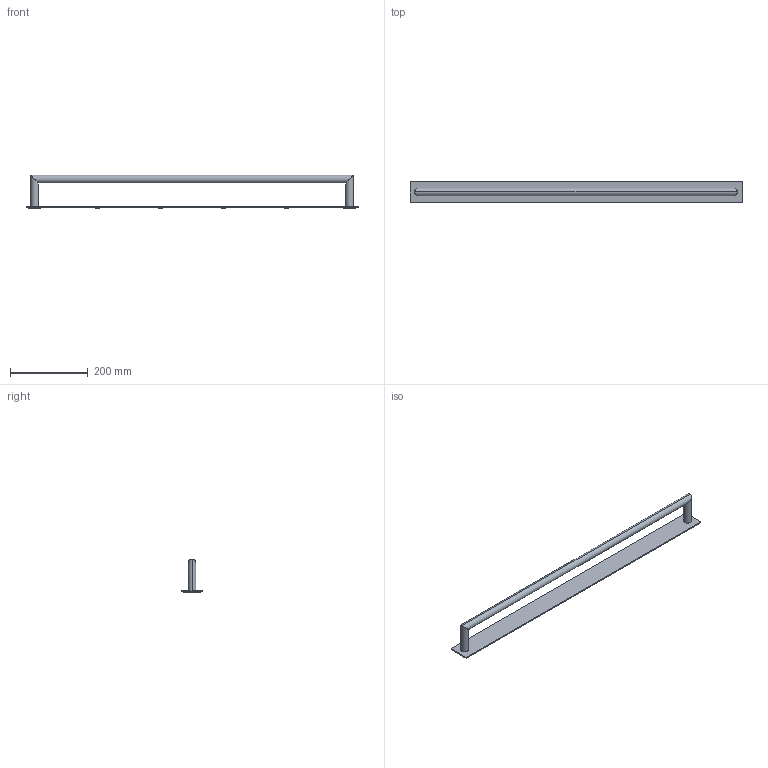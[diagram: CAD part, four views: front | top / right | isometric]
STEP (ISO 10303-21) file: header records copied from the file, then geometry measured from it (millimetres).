
FILE_DESCRIPTION((''),'2;1');
FILE_NAME('2804','2022-02-14T12:03:35',('jinson.thomas'),(''),'CREO PARAMETRIC BY PTC INC, 2018400','CREO PARAMETRIC BY PTC INC, 2018400','');
FILE_SCHEMA(('CONFIG_CONTROL_DESIGN'));
Length unit declared in the file: inch
Products named in the file (1): 2804
Bounding box: 856.8 x 56 x 86.6 mm (x, y, z)
Volume: 455609.5 mm3; surface area: 162328.8 mm2
Topology: 1 solids, 1 shells, 82 faces, 186 edges, 116 vertices
Faces by surface type: cylinder 30, plane 28, torus 24
Entity records: 2518 total; most frequent: CARTESIAN_POINT 556, DIRECTION 442, ORIENTED_EDGE 372, EDGE_CURVE 186, AXIS2_PLACEMENT_3D 182, VERTEX_POINT 116, CIRCLE 100, EDGE_LOOP 94
